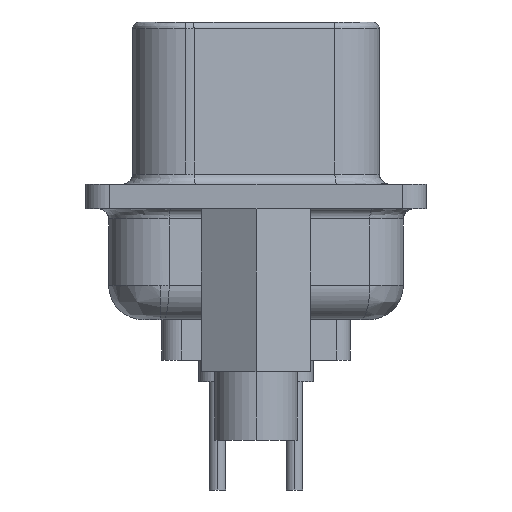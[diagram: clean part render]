
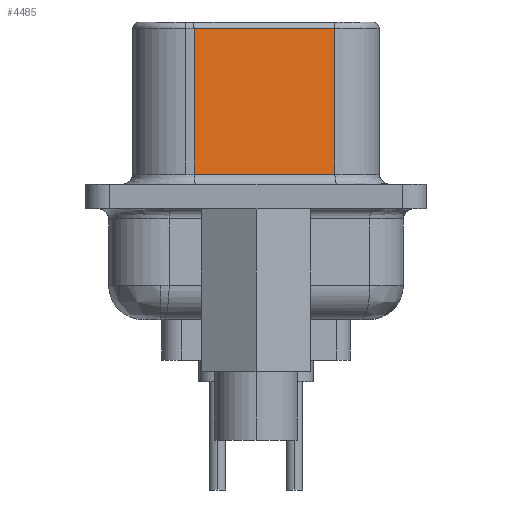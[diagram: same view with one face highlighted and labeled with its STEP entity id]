
A CAD part, left-side view. The second image highlights one B-rep face of the part: STEP entity #4485.
In plain terms, the highlighted planar face has unit normal (-0.985, -0.174, 0).
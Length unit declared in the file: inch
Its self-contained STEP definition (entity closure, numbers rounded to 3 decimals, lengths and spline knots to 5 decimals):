
#122 = DIRECTION ( 'NONE',  ( 0.174, -0.985, 0. ) ) ;
#442 = CARTESIAN_POINT ( 'NONE',  ( 0.25828, 0.33821, 0.23622 ) ) ;
#530 = ORIENTED_EDGE ( 'NONE', *, *, #10210, .F. ) ;
#533 = DIRECTION ( 'NONE',  ( 0.174, -0.985, 0. ) ) ;
#815 = CARTESIAN_POINT ( 'NONE',  ( 0.29444, 0.13308, 0.015 ) ) ;
#881 = ORIENTED_EDGE ( 'NONE', *, *, #3843, .F. ) ;
#1595 = DIRECTION ( 'NONE',  ( 0., 0., -1. ) ) ;
#1717 = EDGE_CURVE ( 'NONE', #9282, #10912, #4737, .T. ) ;
#2613 = DIRECTION ( 'NONE',  ( 0.985, 0.174, 0. ) ) ;
#3016 = LINE ( 'NONE', #6571, #4334 ) ;
#3398 = EDGE_CURVE ( 'NONE', #9282, #5753, #3016, .T. ) ;
#3536 = CARTESIAN_POINT ( 'NONE',  ( 0.29444, 0.13308, 0.23622 ) ) ;
#3843 = EDGE_CURVE ( 'NONE', #10912, #7053, #6686, .T. ) ;
#3965 = DIRECTION ( 'NONE',  ( 0., 0., 1. ) ) ;
#4010 = AXIS2_PLACEMENT_3D ( 'NONE', #3536, #2613, #7869 ) ;
#4270 = FACE_OUTER_BOUND ( 'NONE', #7543, .T. ) ;
#4334 = VECTOR ( 'NONE', #533, 39.37008 ) ;
#4485 = ADVANCED_FACE ( 'NONE', ( #4270 ), #9496, .F. ) ;
#4737 = LINE ( 'NONE', #442, #5605 ) ;
#5605 = VECTOR ( 'NONE', #3965, 39.37008 ) ;
#5734 = CARTESIAN_POINT ( 'NONE',  ( 0.25828, 0.33821, 0.22622 ) ) ;
#5753 = VERTEX_POINT ( 'NONE', #815 ) ;
#5881 = LINE ( 'NONE', #9322, #9852 ) ;
#6571 = CARTESIAN_POINT ( 'NONE',  ( 0.29444, 0.13308, 0.015 ) ) ;
#6686 = LINE ( 'NONE', #8580, #8849 ) ;
#6804 = CARTESIAN_POINT ( 'NONE',  ( 0.25828, 0.33821, 0.015 ) ) ;
#6991 = ORIENTED_EDGE ( 'NONE', *, *, #3398, .T. ) ;
#7053 = VERTEX_POINT ( 'NONE', #11002 ) ;
#7543 = EDGE_LOOP ( 'NONE', ( #6991, #530, #881, #9950 ) ) ;
#7869 = DIRECTION ( 'NONE',  ( -0.174, 0.985, 0. ) ) ;
#8580 = CARTESIAN_POINT ( 'NONE',  ( 0.29444, 0.13308, 0.22622 ) ) ;
#8849 = VECTOR ( 'NONE', #122, 39.37008 ) ;
#9282 = VERTEX_POINT ( 'NONE', #6804 ) ;
#9322 = CARTESIAN_POINT ( 'NONE',  ( 0.29444, 0.13308, 0.23622 ) ) ;
#9496 = PLANE ( 'NONE',  #4010 ) ;
#9852 = VECTOR ( 'NONE', #1595, 39.37008 ) ;
#9950 = ORIENTED_EDGE ( 'NONE', *, *, #1717, .F. ) ;
#10210 = EDGE_CURVE ( 'NONE', #7053, #5753, #5881, .T. ) ;
#10912 = VERTEX_POINT ( 'NONE', #5734 ) ;
#11002 = CARTESIAN_POINT ( 'NONE',  ( 0.29444, 0.13308, 0.22622 ) ) ;
